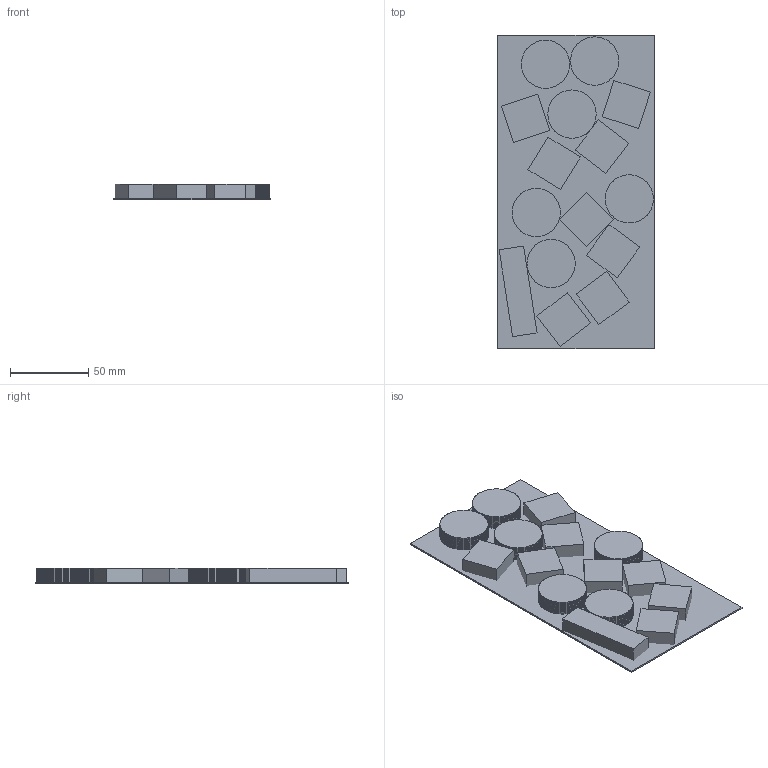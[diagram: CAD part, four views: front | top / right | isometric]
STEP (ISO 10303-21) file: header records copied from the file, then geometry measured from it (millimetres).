
FILE_DESCRIPTION(('Open CASCADE Model'),'2;1');
FILE_NAME('Open CASCADE Shape Model','2022-05-02T02:21:46',('Author'),( 'Open CASCADE'),'ParaPy 1.9.1 - Open CASCADE STEP processor 7.3', 'ParaPy 1.9.1 - Open CASCADE 7.3','Unknown');
FILE_SCHEMA(('AUTOMOTIVE_DESIGN { 1 0 10303 214 1 1 1 1 }'));
Length unit declared in the file: millimetre
Products named in the file (20): ROOT; bracket_box; 0; 1; 2; 3; 4; 5; 6; 7; 8; 9; 10; 11; 12; 13; 14
Assembly tree (18 placements, depth 3):
  ROOT
    ROOT
      bracket_box
  ROOT
    ROOT
      0
      1
      2
      3
      4
      5
      6
      7
      8
      9
      10
      11
      12
      13
      14
Bounding box: 100 x 200 x 10 mm (x, y, z)
Volume: 121194.1 mm3; surface area: 75891.9 mm2
Topology: 16 solids, 16 shells, 840 faces, 2424 edges, 1616 vertices
Faces by surface type: plane 840
Entity records: 58976 total; most frequent: CARTESIAN_POINT 9747, DIRECTION 8990, LINE 7272, VECTOR 7272, ORIENTED_EDGE 4848, PCURVE 4848, DEFINITIONAL_REPRESENTATION 4848, EDGE_CURVE 2424
